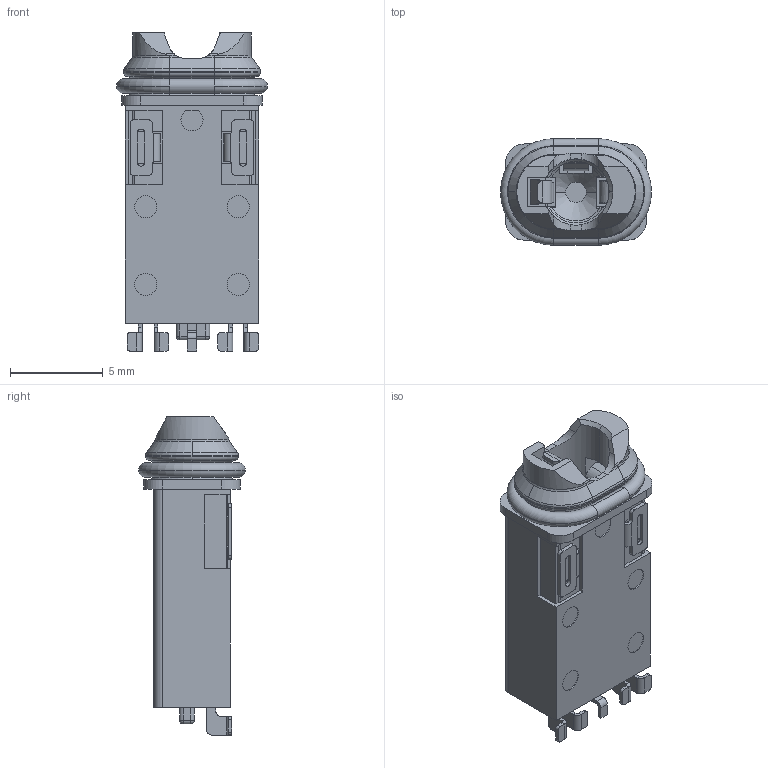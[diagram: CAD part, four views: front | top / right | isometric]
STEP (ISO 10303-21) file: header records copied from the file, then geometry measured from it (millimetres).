
FILE_DESCRIPTION((''),'2;1');
FILE_NAME('PJ-3255A_ASM','2020-05-18T',('cwg'),(''),'PRO/ENGINEER BY PARAMETRIC TECHNOLOGY CORPORATION, 2010280','PRO/ENGINEER BY PARAMETRIC TECHNOLOGY CORPORATION, 2010280','');
FILE_SCHEMA(('CONFIG_CONTROL_DESIGN'));
Length unit declared in the file: millimetre
Products named in the file (5): 3255A-; MANIFOLD_SOLID_BREP_21750; MANIFOLD_SOLID_BREP_22076; 3255A_ASM; PJ-3255A_ASM
Assembly tree (4 placements, depth 3):
  PJ-3255A_ASM
    3255A_ASM
      3255A-
      MANIFOLD_SOLID_BREP_21750
      MANIFOLD_SOLID_BREP_22076
Bounding box: 8.16 x 5.76 x 17.2 mm (x, y, z)
Volume: 324.2 mm3; surface area: 729.7 mm2
Topology: 3 solids, 9 shells, 664 faces, 1762 edges, 1123 vertices
Faces by surface type: plane 397, cylinder 171, bspline 26, extrusion 23, cone 22, torus 21, sphere 4
Entity records: 22631 total; most frequent: CARTESIAN_POINT 6348, ORIENTED_EDGE 3516, DIRECTION 3132, EDGE_CURVE 1758, VECTOR 1124, VERTEX_POINT 1123, LINE 1101, AXIS2_PLACEMENT_3D 1004
